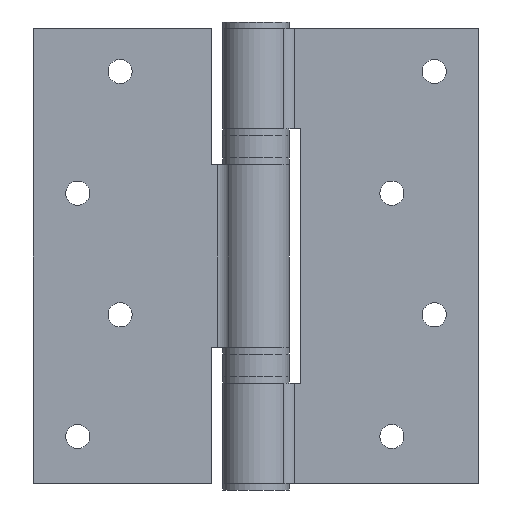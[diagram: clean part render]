
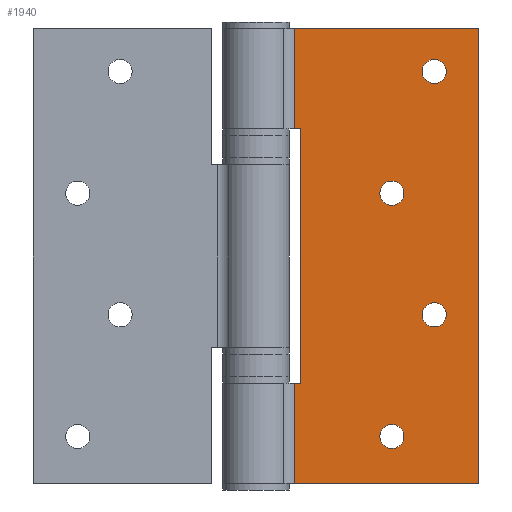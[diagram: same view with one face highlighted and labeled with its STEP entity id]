
A CAD part, front view. The second image highlights one B-rep face of the part: STEP entity #1940.
In plain terms, the highlighted planar face has unit normal (0, -1, 0).
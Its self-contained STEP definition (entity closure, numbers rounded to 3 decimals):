
#8 = LINE ( 'NONE', #1424, #508 ) ;
#11 = LINE ( 'NONE', #1563, #486 ) ;
#32 = LINE ( 'NONE', #1744, #2948 ) ;
#192 = LINE ( 'NONE', #2352, #1199 ) ;
#449 = AXIS2_PLACEMENT_3D ( 'NONE', #2550, #2551, #2502 ) ;
#467 = CIRCLE ( 'NONE', #449, 2.7 ) ;
#471 = CIRCLE ( 'NONE', #515, 2.7 ) ;
#474 = CIRCLE ( 'NONE', #2974, 2.7 ) ;
#483 = VECTOR ( 'NONE', #2575, 1000. ) ;
#486 = VECTOR ( 'NONE', #1264, 1000. ) ;
#508 = VECTOR ( 'NONE', #1419, 1000. ) ;
#515 = AXIS2_PLACEMENT_3D ( 'NONE', #2557, #2558, #2559 ) ;
#562 = EDGE_LOOP ( 'NONE', ( #3034, #3029 ) ) ;
#573 = EDGE_LOOP ( 'NONE', ( #3036, #3031 ) ) ;
#578 = EDGE_LOOP ( 'NONE', ( #3030, #3026, #3027, #3066, #3025, #3056, #3057, #3055 ) ) ;
#624 = EDGE_LOOP ( 'NONE', ( #3035, #3033 ) ) ;
#645 = EDGE_LOOP ( 'NONE', ( #3032, #3028 ) ) ;
#740 = LINE ( 'NONE', #2861, #1110 ) ;
#954 = AXIS2_PLACEMENT_3D ( 'NONE', #1669, #1674, #1309 ) ;
#1110 = VECTOR ( 'NONE', #2752, 1000. ) ;
#1134 = AXIS2_PLACEMENT_3D ( 'NONE', #2631, #2525, #2526 ) ;
#1176 = VECTOR ( 'NONE', #2534, 1000. ) ;
#1186 = AXIS2_PLACEMENT_3D ( 'NONE', #2411, #2201, #2376 ) ;
#1187 = CIRCLE ( 'NONE', #1186, 2.7 ) ;
#1193 = AXIS2_PLACEMENT_3D ( 'NONE', #2342, #2370, #2351 ) ;
#1195 = CIRCLE ( 'NONE', #1193, 2.7 ) ;
#1199 = VECTOR ( 'NONE', #2315, 1000. ) ;
#1232 = VECTOR ( 'NONE', #2518, 1000. ) ;
#1264 = DIRECTION ( 'NONE',  ( 0., 0., -1. ) ) ;
#1294 = CARTESIAN_POINT ( 'NONE',  ( 8.617, -3., 28.5 ) ) ;
#1295 = DIRECTION ( 'NONE',  ( 0., 1., 0. ) ) ;
#1309 = DIRECTION ( 'NONE',  ( -1., 0., 0. ) ) ;
#1370 = DIRECTION ( 'NONE',  ( 0., 1., 0. ) ) ;
#1389 = CARTESIAN_POINT ( 'NONE',  ( 50., -3., -51. ) ) ;
#1410 = CARTESIAN_POINT ( 'NONE',  ( 8.617, -3., -28.5 ) ) ;
#1419 = DIRECTION ( 'NONE',  ( -1., 0., 0. ) ) ;
#1424 = CARTESIAN_POINT ( 'NONE',  ( 50., -3., -28.5 ) ) ;
#1431 = CARTESIAN_POINT ( 'NONE',  ( 8.617, -3., 51. ) ) ;
#1434 = CARTESIAN_POINT ( 'NONE',  ( 50., -3., 51. ) ) ;
#1435 = CARTESIAN_POINT ( 'NONE',  ( 8.617, -3., -51. ) ) ;
#1444 = CARTESIAN_POINT ( 'NONE',  ( 10., -3., 28.5 ) ) ;
#1468 = CARTESIAN_POINT ( 'NONE',  ( 40., -3., -15.9 ) ) ;
#1519 = CARTESIAN_POINT ( 'NONE',  ( 30.5, -3., 14.1 ) ) ;
#1536 = CARTESIAN_POINT ( 'NONE',  ( 30.5, -3., -37.8 ) ) ;
#1542 = DIRECTION ( 'NONE',  ( 0., 1., 0. ) ) ;
#1543 = DIRECTION ( 'NONE',  ( -1., 0., 0. ) ) ;
#1544 = DIRECTION ( 'NONE',  ( -1., 0., 0. ) ) ;
#1563 = CARTESIAN_POINT ( 'NONE',  ( 8.617, -3., 51. ) ) ;
#1566 = CARTESIAN_POINT ( 'NONE',  ( 40., -3., 44.1 ) ) ;
#1574 = CARTESIAN_POINT ( 'NONE',  ( 30.5, -3., 11.4 ) ) ;
#1580 = CARTESIAN_POINT ( 'NONE',  ( 30.5, -3., -40.5 ) ) ;
#1584 = CARTESIAN_POINT ( 'NONE',  ( 30.5, -3., 16.8 ) ) ;
#1613 = CARTESIAN_POINT ( 'NONE',  ( 40., -3., -13.2 ) ) ;
#1646 = CARTESIAN_POINT ( 'NONE',  ( 10., -3., -28.5 ) ) ;
#1669 = CARTESIAN_POINT ( 'NONE',  ( 40., -3., 41.4 ) ) ;
#1674 = DIRECTION ( 'NONE',  ( 0., 1., 0. ) ) ;
#1696 = DIRECTION ( 'NONE',  ( -1., 0., 0. ) ) ;
#1715 = CARTESIAN_POINT ( 'NONE',  ( 40., -3., 38.7 ) ) ;
#1720 = CARTESIAN_POINT ( 'NONE',  ( 30.5, -3., -43.2 ) ) ;
#1721 = CARTESIAN_POINT ( 'NONE',  ( 40., -3., -10.5 ) ) ;
#1744 = CARTESIAN_POINT ( 'NONE',  ( 50., -3., 51. ) ) ;
#1768 = DIRECTION ( 'NONE',  ( 1., 0., 0. ) ) ;
#1808 = EDGE_CURVE ( 'NONE', #3792, #3846, #740, .T. ) ;
#1894 = EDGE_CURVE ( 'NONE', #3765, #3828, #192, .T. ) ;
#1898 = EDGE_CURVE ( 'NONE', #3827, #3803, #1195, .T. ) ;
#1902 = EDGE_CURVE ( 'NONE', #3817, #3840, #1187, .T. ) ;
#1930 = EDGE_CURVE ( 'NONE', #3766, #3836, #3314, .T. ) ;
#1940 = ADVANCED_FACE ( 'NONE', ( #3327, #3328, #3329, #3330, #3331 ), #2630, .F. ) ;
#1956 = EDGE_CURVE ( 'NONE', #3770, #3828, #3344, .T. ) ;
#1961 = EDGE_CURVE ( 'NONE', #3836, #3792, #3348, .T. ) ;
#1972 = EDGE_CURVE ( 'NONE', #2088, #3771, #471, .T. ) ;
#1976 = EDGE_CURVE ( 'NONE', #3812, #3894, #467, .T. ) ;
#1980 = EDGE_CURVE ( 'NONE', #3846, #3808, #8, .T. ) ;
#2088 = VERTEX_POINT ( 'NONE', #1721 ) ;
#2201 = DIRECTION ( 'NONE',  ( 0., 1., 0. ) ) ;
#2315 = DIRECTION ( 'NONE',  ( 1., 0., 0. ) ) ;
#2342 = CARTESIAN_POINT ( 'NONE',  ( 30.5, -3., 14.1 ) ) ;
#2351 = DIRECTION ( 'NONE',  ( -1., 0., 0. ) ) ;
#2352 = CARTESIAN_POINT ( 'NONE',  ( 50., -3., -51. ) ) ;
#2370 = DIRECTION ( 'NONE',  ( 0., 1., 0. ) ) ;
#2376 = DIRECTION ( 'NONE',  ( -1., 0., 0. ) ) ;
#2411 = CARTESIAN_POINT ( 'NONE',  ( 40., -3., 41.4 ) ) ;
#2502 = DIRECTION ( 'NONE',  ( -1., 0., 0. ) ) ;
#2516 = CARTESIAN_POINT ( 'NONE',  ( 50., -3., 28.5 ) ) ;
#2518 = DIRECTION ( 'NONE',  ( 0., 0., -1. ) ) ;
#2525 = DIRECTION ( 'NONE',  ( 0., 1., 0. ) ) ;
#2526 = DIRECTION ( 'NONE',  ( -1., 0., 0. ) ) ;
#2533 = CARTESIAN_POINT ( 'NONE',  ( 8.617, -3., 51. ) ) ;
#2534 = DIRECTION ( 'NONE',  ( 0., 0., -1. ) ) ;
#2550 = CARTESIAN_POINT ( 'NONE',  ( 30.5, -3., -40.5 ) ) ;
#2551 = DIRECTION ( 'NONE',  ( 0., 1., 0. ) ) ;
#2557 = CARTESIAN_POINT ( 'NONE',  ( 40., -3., -13.2 ) ) ;
#2558 = DIRECTION ( 'NONE',  ( 0., 1., 0. ) ) ;
#2559 = DIRECTION ( 'NONE',  ( -1., 0., 0. ) ) ;
#2575 = DIRECTION ( 'NONE',  ( 1., 0., 0. ) ) ;
#2592 = CARTESIAN_POINT ( 'NONE',  ( 50., -3., 51. ) ) ;
#2630 = PLANE ( 'NONE',  #1134 ) ;
#2631 = CARTESIAN_POINT ( 'NONE',  ( 50., -3., 51. ) ) ;
#2752 = DIRECTION ( 'NONE',  ( 0., 0., -1. ) ) ;
#2861 = CARTESIAN_POINT ( 'NONE',  ( 10., -3., 51. ) ) ;
#2946 = CIRCLE ( 'NONE', #2983, 2.7 ) ;
#2948 = VECTOR ( 'NONE', #1768, 1000. ) ;
#2974 = AXIS2_PLACEMENT_3D ( 'NONE', #1519, #1370, #1544 ) ;
#2980 = CIRCLE ( 'NONE', #2988, 2.7 ) ;
#2983 = AXIS2_PLACEMENT_3D ( 'NONE', #1613, #1295, #1696 ) ;
#2988 = AXIS2_PLACEMENT_3D ( 'NONE', #1580, #1542, #1543 ) ;
#2998 = CIRCLE ( 'NONE', #954, 2.7 ) ;
#3025 = ORIENTED_EDGE ( 'NONE', *, *, #1956, .F. ) ;
#3026 = ORIENTED_EDGE ( 'NONE', *, *, #1980, .T. ) ;
#3027 = ORIENTED_EDGE ( 'NONE', *, *, #3875, .T. ) ;
#3028 = ORIENTED_EDGE ( 'NONE', *, *, #3980, .T. ) ;
#3029 = ORIENTED_EDGE ( 'NONE', *, *, #3929, .T. ) ;
#3030 = ORIENTED_EDGE ( 'NONE', *, *, #1808, .T. ) ;
#3031 = ORIENTED_EDGE ( 'NONE', *, *, #3945, .T. ) ;
#3032 = ORIENTED_EDGE ( 'NONE', *, *, #1902, .T. ) ;
#3033 = ORIENTED_EDGE ( 'NONE', *, *, #3952, .T. ) ;
#3034 = ORIENTED_EDGE ( 'NONE', *, *, #1898, .T. ) ;
#3035 = ORIENTED_EDGE ( 'NONE', *, *, #1976, .T. ) ;
#3036 = ORIENTED_EDGE ( 'NONE', *, *, #1972, .T. ) ;
#3055 = ORIENTED_EDGE ( 'NONE', *, *, #1961, .T. ) ;
#3056 = ORIENTED_EDGE ( 'NONE', *, *, #3926, .F. ) ;
#3057 = ORIENTED_EDGE ( 'NONE', *, *, #1930, .T. ) ;
#3066 = ORIENTED_EDGE ( 'NONE', *, *, #1894, .T. ) ;
#3314 = LINE ( 'NONE', #2533, #1176 ) ;
#3327 = FACE_BOUND ( 'NONE', #624, .T. ) ;
#3328 = FACE_BOUND ( 'NONE', #573, .T. ) ;
#3329 = FACE_BOUND ( 'NONE', #562, .T. ) ;
#3330 = FACE_BOUND ( 'NONE', #645, .T. ) ;
#3331 = FACE_OUTER_BOUND ( 'NONE', #578, .T. ) ;
#3344 = LINE ( 'NONE', #2592, #1232 ) ;
#3348 = LINE ( 'NONE', #2516, #483 ) ;
#3765 = VERTEX_POINT ( 'NONE', #1435 ) ;
#3766 = VERTEX_POINT ( 'NONE', #1431 ) ;
#3770 = VERTEX_POINT ( 'NONE', #1434 ) ;
#3771 = VERTEX_POINT ( 'NONE', #1468 ) ;
#3792 = VERTEX_POINT ( 'NONE', #1444 ) ;
#3803 = VERTEX_POINT ( 'NONE', #1574 ) ;
#3808 = VERTEX_POINT ( 'NONE', #1410 ) ;
#3812 = VERTEX_POINT ( 'NONE', #1536 ) ;
#3817 = VERTEX_POINT ( 'NONE', #1566 ) ;
#3827 = VERTEX_POINT ( 'NONE', #1584 ) ;
#3828 = VERTEX_POINT ( 'NONE', #1389 ) ;
#3836 = VERTEX_POINT ( 'NONE', #1294 ) ;
#3840 = VERTEX_POINT ( 'NONE', #1715 ) ;
#3846 = VERTEX_POINT ( 'NONE', #1646 ) ;
#3875 = EDGE_CURVE ( 'NONE', #3808, #3765, #11, .T. ) ;
#3894 = VERTEX_POINT ( 'NONE', #1720 ) ;
#3926 = EDGE_CURVE ( 'NONE', #3766, #3770, #32, .T. ) ;
#3929 = EDGE_CURVE ( 'NONE', #3803, #3827, #474, .T. ) ;
#3945 = EDGE_CURVE ( 'NONE', #3771, #2088, #2946, .T. ) ;
#3952 = EDGE_CURVE ( 'NONE', #3894, #3812, #2980, .T. ) ;
#3980 = EDGE_CURVE ( 'NONE', #3840, #3817, #2998, .T. ) ;
